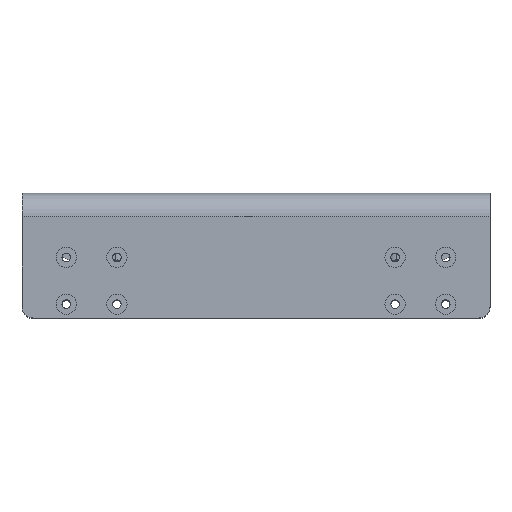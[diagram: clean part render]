
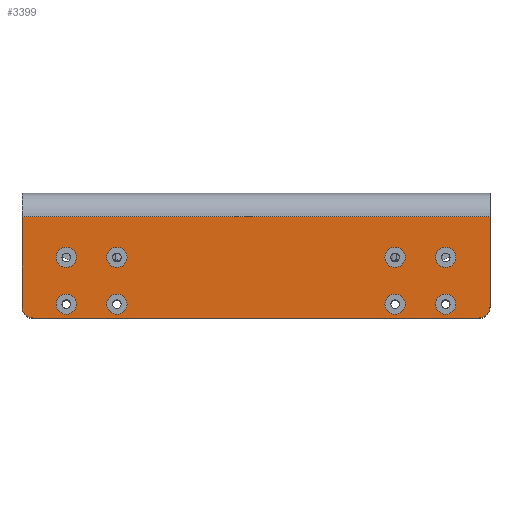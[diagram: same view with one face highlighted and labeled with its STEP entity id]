
A CAD part, top view. The second image highlights one B-rep face of the part: STEP entity #3399.
In plain terms, the highlighted planar face has unit normal (0, 0, 1).
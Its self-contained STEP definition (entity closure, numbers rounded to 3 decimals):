
#93=FACE_BOUND('',#653,.T.);
#94=FACE_BOUND('',#654,.T.);
#95=FACE_BOUND('',#655,.T.);
#96=FACE_BOUND('',#656,.T.);
#97=FACE_BOUND('',#657,.T.);
#98=FACE_BOUND('',#658,.T.);
#99=FACE_BOUND('',#659,.T.);
#100=FACE_BOUND('',#660,.T.);
#220=PLANE('',#3726);
#408=FACE_OUTER_BOUND('',#652,.T.);
#652=EDGE_LOOP('',(#3072,#3073,#3074,#3075,#3076,#3077));
#653=EDGE_LOOP('',(#3078));
#654=EDGE_LOOP('',(#3079));
#655=EDGE_LOOP('',(#3080));
#656=EDGE_LOOP('',(#3081));
#657=EDGE_LOOP('',(#3082));
#658=EDGE_LOOP('',(#3083));
#659=EDGE_LOOP('',(#3084));
#660=EDGE_LOOP('',(#3085));
#934=LINE('',#5609,#1245);
#981=LINE('',#5791,#1292);
#982=LINE('',#5793,#1293);
#983=LINE('',#5794,#1294);
#1245=VECTOR('',#4524,10.);
#1292=VECTOR('',#4679,10.);
#1293=VECTOR('',#4680,10.);
#1294=VECTOR('',#4681,10.);
#1403=CIRCLE('',#3640,2.6);
#1405=CIRCLE('',#3644,2.6);
#1407=CIRCLE('',#3648,2.6);
#1409=CIRCLE('',#3652,2.6);
#1411=CIRCLE('',#3656,2.6);
#1413=CIRCLE('',#3660,2.6);
#1415=CIRCLE('',#3664,2.6);
#1417=CIRCLE('',#3668,2.6);
#1418=CIRCLE('',#3670,3.);
#1420=CIRCLE('',#3674,3.);
#1685=VERTEX_POINT('',#5543);
#1687=VERTEX_POINT('',#5550);
#1689=VERTEX_POINT('',#5557);
#1691=VERTEX_POINT('',#5564);
#1693=VERTEX_POINT('',#5571);
#1695=VERTEX_POINT('',#5578);
#1697=VERTEX_POINT('',#5585);
#1699=VERTEX_POINT('',#5592);
#1700=VERTEX_POINT('',#5596);
#1701=VERTEX_POINT('',#5597);
#1705=VERTEX_POINT('',#5606);
#1706=VERTEX_POINT('',#5611);
#1738=VERTEX_POINT('',#5790);
#1739=VERTEX_POINT('',#5792);
#2101=EDGE_CURVE('',#1685,#1685,#1403,.T.);
#2104=EDGE_CURVE('',#1687,#1687,#1405,.T.);
#2107=EDGE_CURVE('',#1689,#1689,#1407,.T.);
#2110=EDGE_CURVE('',#1691,#1691,#1409,.T.);
#2113=EDGE_CURVE('',#1693,#1693,#1411,.T.);
#2116=EDGE_CURVE('',#1695,#1695,#1413,.T.);
#2119=EDGE_CURVE('',#1697,#1697,#1415,.T.);
#2122=EDGE_CURVE('',#1699,#1699,#1417,.T.);
#2124=EDGE_CURVE('',#1700,#1701,#1418,.T.);
#2130=EDGE_CURVE('',#1705,#1701,#934,.T.);
#2131=EDGE_CURVE('',#1705,#1706,#1420,.T.);
#2197=EDGE_CURVE('',#1700,#1738,#981,.T.);
#2198=EDGE_CURVE('',#1739,#1738,#982,.T.);
#2199=EDGE_CURVE('',#1706,#1739,#983,.T.);
#3072=ORIENTED_EDGE('',*,*,#2197,.T.);
#3073=ORIENTED_EDGE('',*,*,#2198,.F.);
#3074=ORIENTED_EDGE('',*,*,#2199,.F.);
#3075=ORIENTED_EDGE('',*,*,#2131,.F.);
#3076=ORIENTED_EDGE('',*,*,#2130,.T.);
#3077=ORIENTED_EDGE('',*,*,#2124,.F.);
#3078=ORIENTED_EDGE('',*,*,#2122,.T.);
#3079=ORIENTED_EDGE('',*,*,#2119,.T.);
#3080=ORIENTED_EDGE('',*,*,#2116,.T.);
#3081=ORIENTED_EDGE('',*,*,#2113,.T.);
#3082=ORIENTED_EDGE('',*,*,#2110,.T.);
#3083=ORIENTED_EDGE('',*,*,#2107,.T.);
#3084=ORIENTED_EDGE('',*,*,#2104,.T.);
#3085=ORIENTED_EDGE('',*,*,#2101,.T.);
#3399=ADVANCED_FACE('',(#408,#93,#94,#95,#96,#97,#98,#99,#100),#220,.T.);
#3640=AXIS2_PLACEMENT_3D('',#5544,#4446,#4447);
#3644=AXIS2_PLACEMENT_3D('',#5551,#4455,#4456);
#3648=AXIS2_PLACEMENT_3D('',#5558,#4464,#4465);
#3652=AXIS2_PLACEMENT_3D('',#5565,#4473,#4474);
#3656=AXIS2_PLACEMENT_3D('',#5572,#4482,#4483);
#3660=AXIS2_PLACEMENT_3D('',#5579,#4491,#4492);
#3664=AXIS2_PLACEMENT_3D('',#5586,#4500,#4501);
#3668=AXIS2_PLACEMENT_3D('',#5593,#4509,#4510);
#3670=AXIS2_PLACEMENT_3D('',#5598,#4514,#4515);
#3674=AXIS2_PLACEMENT_3D('',#5612,#4527,#4528);
#3726=AXIS2_PLACEMENT_3D('',#5789,#4677,#4678);
#4446=DIRECTION('center_axis',(0.,0.,-1.));
#4447=DIRECTION('ref_axis',(1.,0.,0.));
#4455=DIRECTION('center_axis',(0.,0.,-1.));
#4456=DIRECTION('ref_axis',(1.,0.,0.));
#4464=DIRECTION('center_axis',(0.,0.,-1.));
#4465=DIRECTION('ref_axis',(1.,0.,0.));
#4473=DIRECTION('center_axis',(0.,0.,-1.));
#4474=DIRECTION('ref_axis',(1.,0.,0.));
#4482=DIRECTION('center_axis',(0.,0.,-1.));
#4483=DIRECTION('ref_axis',(1.,0.,0.));
#4491=DIRECTION('center_axis',(0.,0.,-1.));
#4492=DIRECTION('ref_axis',(1.,0.,0.));
#4500=DIRECTION('center_axis',(0.,0.,-1.));
#4501=DIRECTION('ref_axis',(1.,0.,0.));
#4509=DIRECTION('center_axis',(0.,0.,-1.));
#4510=DIRECTION('ref_axis',(1.,0.,0.));
#4514=DIRECTION('center_axis',(0.,0.,-1.));
#4515=DIRECTION('ref_axis',(0.707,-0.707,0.));
#4524=DIRECTION('',(1.,0.,0.));
#4527=DIRECTION('center_axis',(0.,0.,-1.));
#4528=DIRECTION('ref_axis',(-0.707,-0.707,0.));
#4677=DIRECTION('center_axis',(0.,0.,1.));
#4678=DIRECTION('ref_axis',(1.,0.,0.));
#4679=DIRECTION('',(0.,1.,0.));
#4680=DIRECTION('',(1.,0.,0.));
#4681=DIRECTION('',(0.,1.,0.));
#5543=CARTESIAN_POINT('',(46.05,-16.45,53.875));
#5544=CARTESIAN_POINT('Origin',(48.65,-16.45,53.875));
#5550=CARTESIAN_POINT('',(-51.25,-16.45,53.875));
#5551=CARTESIAN_POINT('Origin',(-48.65,-16.45,53.875));
#5557=CARTESIAN_POINT('',(46.05,-28.45,53.875));
#5558=CARTESIAN_POINT('Origin',(48.65,-28.45,53.875));
#5564=CARTESIAN_POINT('',(-38.25,-16.45,53.875));
#5565=CARTESIAN_POINT('Origin',(-35.65,-16.45,53.875));
#5571=CARTESIAN_POINT('',(-51.25,-28.45,53.875));
#5572=CARTESIAN_POINT('Origin',(-48.65,-28.45,53.875));
#5578=CARTESIAN_POINT('',(33.05,-16.45,53.875));
#5579=CARTESIAN_POINT('Origin',(35.65,-16.45,53.875));
#5585=CARTESIAN_POINT('',(33.05,-28.45,53.875));
#5586=CARTESIAN_POINT('Origin',(35.65,-28.45,53.875));
#5592=CARTESIAN_POINT('',(-38.25,-28.45,53.875));
#5593=CARTESIAN_POINT('Origin',(-35.65,-28.45,53.875));
#5596=CARTESIAN_POINT('',(60.,-29.,53.875));
#5597=CARTESIAN_POINT('',(57.,-32.,53.875));
#5598=CARTESIAN_POINT('Origin',(57.,-29.,53.875));
#5606=CARTESIAN_POINT('',(-57.,-32.,53.875));
#5609=CARTESIAN_POINT('',(-60.,-32.,53.875));
#5611=CARTESIAN_POINT('',(-60.,-29.,53.875));
#5612=CARTESIAN_POINT('Origin',(-57.,-29.,53.875));
#5789=CARTESIAN_POINT('Origin',(0.,-21.,53.875));
#5790=CARTESIAN_POINT('',(60.,-6.,53.875));
#5791=CARTESIAN_POINT('',(60.,-32.,53.875));
#5792=CARTESIAN_POINT('',(-60.,-6.,53.875));
#5793=CARTESIAN_POINT('',(30.,-6.,53.875));
#5794=CARTESIAN_POINT('',(-60.,-2.5,53.875));
